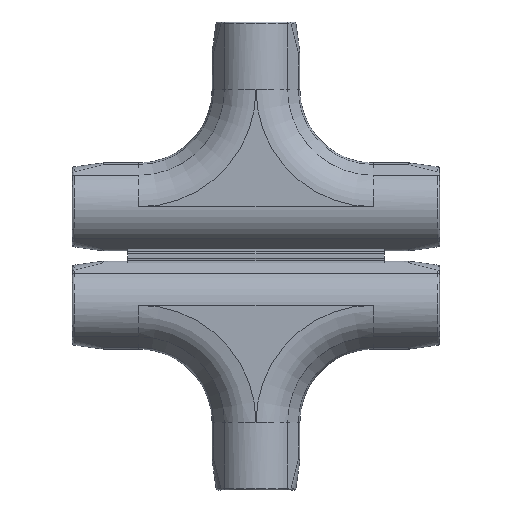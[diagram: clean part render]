
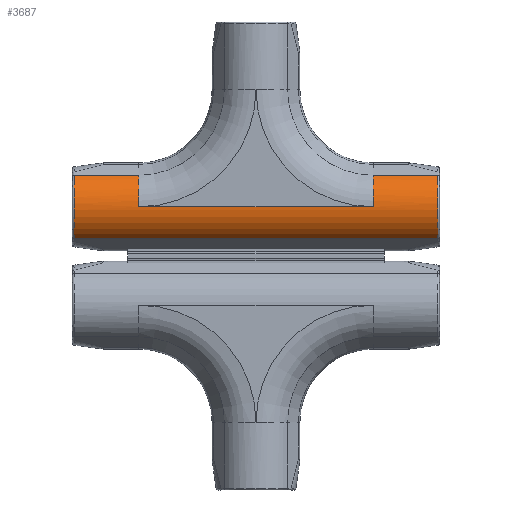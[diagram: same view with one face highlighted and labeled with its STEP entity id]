
A CAD part, front view. The second image highlights one B-rep face of the part: STEP entity #3687.
In plain terms, the highlighted cylindrical face has radius 11.5 mm (diameter 23 mm), a partial arc.
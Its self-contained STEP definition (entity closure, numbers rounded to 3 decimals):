
#83 = CIRCLE ( 'NONE', #2670, 11.5 ) ;
#191 = ORIENTED_EDGE ( 'NONE', *, *, #784, .T. ) ;
#224 = DIRECTION ( 'NONE',  ( -1., 0., 0. ) ) ;
#261 = CYLINDRICAL_SURFACE ( 'NONE', #1989, 11.5 ) ;
#379 = LINE ( 'NONE', #1717, #3668 ) ;
#384 = VERTEX_POINT ( 'NONE', #4218 ) ;
#433 = CIRCLE ( 'NONE', #1339, 11.5 ) ;
#635 = DIRECTION ( 'NONE',  ( 1., 0., 0. ) ) ;
#664 = CARTESIAN_POINT ( 'NONE',  ( -54.5, -6.596, 9.42 ) ) ;
#665 = VERTEX_POINT ( 'NONE', #664 ) ;
#715 = VERTEX_POINT ( 'NONE', #4922 ) ;
#775 = VERTEX_POINT ( 'NONE', #2331 ) ;
#784 = EDGE_CURVE ( 'NONE', #6348, #384, #379, .T. ) ;
#884 = DIRECTION ( 'NONE',  ( 1., 0., 0. ) ) ;
#918 = ORIENTED_EDGE ( 'NONE', *, *, #1280, .T. ) ;
#1160 = CARTESIAN_POINT ( 'NONE',  ( 0., -11.5, 0. ) ) ;
#1280 = EDGE_CURVE ( 'NONE', #665, #3937, #4705, .T. ) ;
#1339 = AXIS2_PLACEMENT_3D ( 'NONE', #5013, #6984, #7628 ) ;
#1448 = EDGE_CURVE ( 'NONE', #775, #2884, #2463, .T. ) ;
#1477 = CIRCLE ( 'NONE', #3678, 11.5 ) ;
#1717 = CARTESIAN_POINT ( 'NONE',  ( 55., -6.596, 9.42 ) ) ;
#1832 = CARTESIAN_POINT ( 'NONE',  ( -35.15, -6.596, 9.42 ) ) ;
#1989 = AXIS2_PLACEMENT_3D ( 'NONE', #3312, #3389, #6342 ) ;
#2144 = CARTESIAN_POINT ( 'NONE',  ( -35.15, 0., 0. ) ) ;
#2166 = LINE ( 'NONE', #4637, #7049 ) ;
#2209 = CARTESIAN_POINT ( 'NONE',  ( -54.5, -6.596, -9.42 ) ) ;
#2331 = CARTESIAN_POINT ( 'NONE',  ( -35.15, -11.5, 0. ) ) ;
#2431 = DIRECTION ( 'NONE',  ( -1., 0., 0. ) ) ;
#2463 = LINE ( 'NONE', #1160, #5482 ) ;
#2589 = CARTESIAN_POINT ( 'NONE',  ( -54.5, 0., 0. ) ) ;
#2610 = EDGE_LOOP ( 'NONE', ( #5471, #918, #5931, #4615, #191, #5034, #2887, #7437 ) ) ;
#2670 = AXIS2_PLACEMENT_3D ( 'NONE', #2144, #5871, #4090 ) ;
#2884 = VERTEX_POINT ( 'NONE', #4032 ) ;
#2887 = ORIENTED_EDGE ( 'NONE', *, *, #1448, .F. ) ;
#3312 = CARTESIAN_POINT ( 'NONE',  ( 55., 0., 0. ) ) ;
#3389 = DIRECTION ( 'NONE',  ( -1., 0., 0. ) ) ;
#3416 = AXIS2_PLACEMENT_3D ( 'NONE', #2589, #884, #7027 ) ;
#3641 = CARTESIAN_POINT ( 'NONE',  ( 35.15, 0., 0. ) ) ;
#3668 = VECTOR ( 'NONE', #7778, 1000. ) ;
#3678 = AXIS2_PLACEMENT_3D ( 'NONE', #3641, #2431, #7351 ) ;
#3687 = ADVANCED_FACE ( 'NONE', ( #5816 ), #261, .T. ) ;
#3744 = EDGE_CURVE ( 'NONE', #5200, #665, #6158, .T. ) ;
#3855 = EDGE_CURVE ( 'NONE', #2884, #384, #1477, .T. ) ;
#3881 = EDGE_CURVE ( 'NONE', #715, #6348, #433, .T. ) ;
#3937 = VERTEX_POINT ( 'NONE', #2209 ) ;
#4032 = CARTESIAN_POINT ( 'NONE',  ( 35.15, -11.5, 0. ) ) ;
#4090 = DIRECTION ( 'NONE',  ( 0., 0., -1. ) ) ;
#4218 = CARTESIAN_POINT ( 'NONE',  ( 35.15, -6.596, 9.42 ) ) ;
#4251 = CARTESIAN_POINT ( 'NONE',  ( 55., -6.596, 9.42 ) ) ;
#4615 = ORIENTED_EDGE ( 'NONE', *, *, #3881, .T. ) ;
#4637 = CARTESIAN_POINT ( 'NONE',  ( 55., -6.596, -9.42 ) ) ;
#4665 = CARTESIAN_POINT ( 'NONE',  ( 54.5, -6.596, 9.42 ) ) ;
#4705 = CIRCLE ( 'NONE', #3416, 11.5 ) ;
#4922 = CARTESIAN_POINT ( 'NONE',  ( 54.5, -6.596, -9.42 ) ) ;
#5013 = CARTESIAN_POINT ( 'NONE',  ( 54.5, 0., 0. ) ) ;
#5034 = ORIENTED_EDGE ( 'NONE', *, *, #3855, .F. ) ;
#5200 = VERTEX_POINT ( 'NONE', #1832 ) ;
#5471 = ORIENTED_EDGE ( 'NONE', *, *, #3744, .T. ) ;
#5482 = VECTOR ( 'NONE', #635, 1000. ) ;
#5816 = FACE_OUTER_BOUND ( 'NONE', #2610, .T. ) ;
#5871 = DIRECTION ( 'NONE',  ( 1., 0., 0. ) ) ;
#5931 = ORIENTED_EDGE ( 'NONE', *, *, #5949, .F. ) ;
#5949 = EDGE_CURVE ( 'NONE', #715, #3937, #2166, .T. ) ;
#6158 = LINE ( 'NONE', #4251, #6260 ) ;
#6260 = VECTOR ( 'NONE', #7436, 1000. ) ;
#6342 = DIRECTION ( 'NONE',  ( 0., 0., 1. ) ) ;
#6348 = VERTEX_POINT ( 'NONE', #4665 ) ;
#6592 = EDGE_CURVE ( 'NONE', #5200, #775, #83, .T. ) ;
#6984 = DIRECTION ( 'NONE',  ( -1., 0., 0. ) ) ;
#7027 = DIRECTION ( 'NONE',  ( 0., 0., -1. ) ) ;
#7049 = VECTOR ( 'NONE', #224, 1000. ) ;
#7351 = DIRECTION ( 'NONE',  ( 0., 0., 1. ) ) ;
#7436 = DIRECTION ( 'NONE',  ( -1., 0., 0. ) ) ;
#7437 = ORIENTED_EDGE ( 'NONE', *, *, #6592, .F. ) ;
#7628 = DIRECTION ( 'NONE',  ( 0., 0., -1. ) ) ;
#7778 = DIRECTION ( 'NONE',  ( -1., 0., 0. ) ) ;
